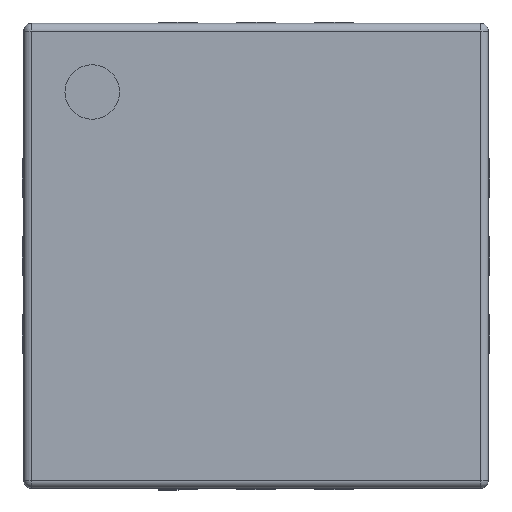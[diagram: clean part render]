
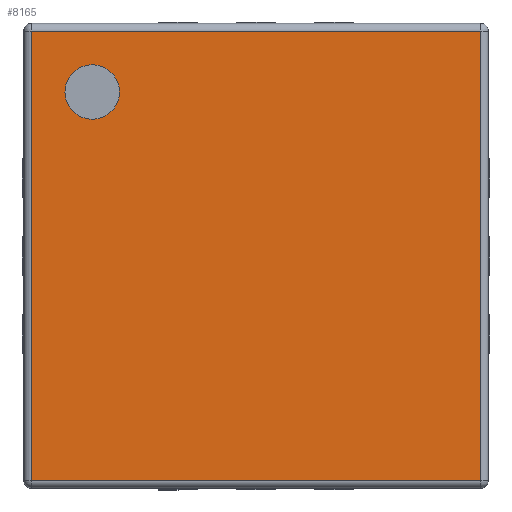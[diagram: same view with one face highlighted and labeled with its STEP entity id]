
A CAD part, top view. The second image highlights one B-rep face of the part: STEP entity #8165.
In plain terms, the highlighted planar face has unit normal (0, 0, 1).
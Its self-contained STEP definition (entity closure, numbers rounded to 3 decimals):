
#2159 = CYLINDRICAL_SURFACE('',#2160,0.05);
#2160 = AXIS2_PLACEMENT_3D('',#2161,#2162,#2163);
#2161 = CARTESIAN_POINT('',(-1.49,1.44,0.83));
#2162 = DIRECTION('',(1.,0.,0.));
#2163 = DIRECTION('',(0.,1.,0.));
#6835 = VERTEX_POINT('',#6836);
#6836 = CARTESIAN_POINT('',(-1.44,1.44,0.88));
#6858 = EDGE_CURVE('',#6835,#6859,#6861,.T.);
#6859 = VERTEX_POINT('',#6860);
#6860 = CARTESIAN_POINT('',(1.44,1.44,0.88));
#6861 = SURFACE_CURVE('',#6862,(#6866,#6873),.PCURVE_S1.);
#6862 = LINE('',#6863,#6864);
#6863 = CARTESIAN_POINT('',(-1.49,1.44,0.88));
#6864 = VECTOR('',#6865,1.);
#6865 = DIRECTION('',(1.,0.,0.));
#6866 = PCURVE('',#2159,#6867);
#6867 = DEFINITIONAL_REPRESENTATION('',(#6868),#6872);
#6868 = LINE('',#6869,#6870);
#6869 = CARTESIAN_POINT('',(1.571,0.));
#6870 = VECTOR('',#6871,1.);
#6871 = DIRECTION('',(0.,1.));
#6872 = ( GEOMETRIC_REPRESENTATION_CONTEXT(2) 
PARAMETRIC_REPRESENTATION_CONTEXT() REPRESENTATION_CONTEXT('2D SPACE',''
  ) );
#6873 = PCURVE('',#6874,#6879);
#6874 = PLANE('',#6875);
#6875 = AXIS2_PLACEMENT_3D('',#6876,#6877,#6878);
#6876 = CARTESIAN_POINT('',(-1.49,-1.49,0.88));
#6877 = DIRECTION('',(0.,0.,1.));
#6878 = DIRECTION('',(1.,0.,0.));
#6879 = DEFINITIONAL_REPRESENTATION('',(#6880),#6884);
#6880 = LINE('',#6881,#6882);
#6881 = CARTESIAN_POINT('',(0.,2.93));
#6882 = VECTOR('',#6883,1.);
#6883 = DIRECTION('',(1.,0.));
#6884 = ( GEOMETRIC_REPRESENTATION_CONTEXT(2) 
PARAMETRIC_REPRESENTATION_CONTEXT() REPRESENTATION_CONTEXT('2D SPACE',''
  ) );
#7055 = CYLINDRICAL_SURFACE('',#7056,0.05);
#7056 = AXIS2_PLACEMENT_3D('',#7057,#7058,#7059);
#7057 = CARTESIAN_POINT('',(-1.44,1.44,0.83));
#7058 = DIRECTION('',(-0.,-1.,-0.));
#7059 = DIRECTION('',(-1.,0.,0.));
#7230 = CYLINDRICAL_SURFACE('',#7231,0.05);
#7231 = AXIS2_PLACEMENT_3D('',#7232,#7233,#7234);
#7232 = CARTESIAN_POINT('',(-1.49,-1.44,0.83));
#7233 = DIRECTION('',(1.,0.,0.));
#7234 = DIRECTION('',(0.,-1.,0.));
#7749 = CYLINDRICAL_SURFACE('',#7750,0.05);
#7750 = AXIS2_PLACEMENT_3D('',#7751,#7752,#7753);
#7751 = CARTESIAN_POINT('',(1.44,1.44,0.83));
#7752 = DIRECTION('',(-0.,-1.,-0.));
#7753 = DIRECTION('',(0.,0.,1.));
#8165 = ADVANCED_FACE('',(#8166,#8236),#6874,.T.);
#8166 = FACE_BOUND('',#8167,.T.);
#8167 = EDGE_LOOP('',(#8168,#8193,#8214,#8215));
#8168 = ORIENTED_EDGE('',*,*,#8169,.T.);
#8169 = EDGE_CURVE('',#8170,#8172,#8174,.T.);
#8170 = VERTEX_POINT('',#8171);
#8171 = CARTESIAN_POINT('',(-1.44,-1.44,0.88));
#8172 = VERTEX_POINT('',#8173);
#8173 = CARTESIAN_POINT('',(1.44,-1.44,0.88));
#8174 = SURFACE_CURVE('',#8175,(#8179,#8186),.PCURVE_S1.);
#8175 = LINE('',#8176,#8177);
#8176 = CARTESIAN_POINT('',(-1.49,-1.44,0.88));
#8177 = VECTOR('',#8178,1.);
#8178 = DIRECTION('',(1.,0.,0.));
#8179 = PCURVE('',#6874,#8180);
#8180 = DEFINITIONAL_REPRESENTATION('',(#8181),#8185);
#8181 = LINE('',#8182,#8183);
#8182 = CARTESIAN_POINT('',(0.,0.05));
#8183 = VECTOR('',#8184,1.);
#8184 = DIRECTION('',(1.,0.));
#8185 = ( GEOMETRIC_REPRESENTATION_CONTEXT(2) 
PARAMETRIC_REPRESENTATION_CONTEXT() REPRESENTATION_CONTEXT('2D SPACE',''
  ) );
#8186 = PCURVE('',#7230,#8187);
#8187 = DEFINITIONAL_REPRESENTATION('',(#8188),#8192);
#8188 = LINE('',#8189,#8190);
#8189 = CARTESIAN_POINT('',(-1.571,0.));
#8190 = VECTOR('',#8191,1.);
#8191 = DIRECTION('',(-0.,1.));
#8192 = ( GEOMETRIC_REPRESENTATION_CONTEXT(2) 
PARAMETRIC_REPRESENTATION_CONTEXT() REPRESENTATION_CONTEXT('2D SPACE',''
  ) );
#8193 = ORIENTED_EDGE('',*,*,#8194,.F.);
#8194 = EDGE_CURVE('',#6859,#8172,#8195,.T.);
#8195 = SURFACE_CURVE('',#8196,(#8200,#8207),.PCURVE_S1.);
#8196 = LINE('',#8197,#8198);
#8197 = CARTESIAN_POINT('',(1.44,1.44,0.88));
#8198 = VECTOR('',#8199,1.);
#8199 = DIRECTION('',(-0.,-1.,-0.));
#8200 = PCURVE('',#6874,#8201);
#8201 = DEFINITIONAL_REPRESENTATION('',(#8202),#8206);
#8202 = LINE('',#8203,#8204);
#8203 = CARTESIAN_POINT('',(2.93,2.93));
#8204 = VECTOR('',#8205,1.);
#8205 = DIRECTION('',(-0.,-1.));
#8206 = ( GEOMETRIC_REPRESENTATION_CONTEXT(2) 
PARAMETRIC_REPRESENTATION_CONTEXT() REPRESENTATION_CONTEXT('2D SPACE',''
  ) );
#8207 = PCURVE('',#7749,#8208);
#8208 = DEFINITIONAL_REPRESENTATION('',(#8209),#8213);
#8209 = LINE('',#8210,#8211);
#8210 = CARTESIAN_POINT('',(-0.,0.));
#8211 = VECTOR('',#8212,1.);
#8212 = DIRECTION('',(-0.,1.));
#8213 = ( GEOMETRIC_REPRESENTATION_CONTEXT(2) 
PARAMETRIC_REPRESENTATION_CONTEXT() REPRESENTATION_CONTEXT('2D SPACE',''
  ) );
#8214 = ORIENTED_EDGE('',*,*,#6858,.F.);
#8215 = ORIENTED_EDGE('',*,*,#8216,.T.);
#8216 = EDGE_CURVE('',#6835,#8170,#8217,.T.);
#8217 = SURFACE_CURVE('',#8218,(#8222,#8229),.PCURVE_S1.);
#8218 = LINE('',#8219,#8220);
#8219 = CARTESIAN_POINT('',(-1.44,1.44,0.88));
#8220 = VECTOR('',#8221,1.);
#8221 = DIRECTION('',(-0.,-1.,-0.));
#8222 = PCURVE('',#6874,#8223);
#8223 = DEFINITIONAL_REPRESENTATION('',(#8224),#8228);
#8224 = LINE('',#8225,#8226);
#8225 = CARTESIAN_POINT('',(0.05,2.93));
#8226 = VECTOR('',#8227,1.);
#8227 = DIRECTION('',(-0.,-1.));
#8228 = ( GEOMETRIC_REPRESENTATION_CONTEXT(2) 
PARAMETRIC_REPRESENTATION_CONTEXT() REPRESENTATION_CONTEXT('2D SPACE',''
  ) );
#8229 = PCURVE('',#7055,#8230);
#8230 = DEFINITIONAL_REPRESENTATION('',(#8231),#8235);
#8231 = LINE('',#8232,#8233);
#8232 = CARTESIAN_POINT('',(-1.571,0.));
#8233 = VECTOR('',#8234,1.);
#8234 = DIRECTION('',(-0.,1.));
#8235 = ( GEOMETRIC_REPRESENTATION_CONTEXT(2) 
PARAMETRIC_REPRESENTATION_CONTEXT() REPRESENTATION_CONTEXT('2D SPACE',''
  ) );
#8236 = FACE_BOUND('',#8237,.T.);
#8237 = EDGE_LOOP('',(#8238));
#8238 = ORIENTED_EDGE('',*,*,#8239,.F.);
#8239 = EDGE_CURVE('',#8240,#8240,#8242,.T.);
#8240 = VERTEX_POINT('',#8241);
#8241 = CARTESIAN_POINT('',(-0.875,-1.05,0.88));
#8242 = SURFACE_CURVE('',#8243,(#8248,#8255),.PCURVE_S1.);
#8243 = CIRCLE('',#8244,0.175);
#8244 = AXIS2_PLACEMENT_3D('',#8245,#8246,#8247);
#8245 = CARTESIAN_POINT('',(-1.05,-1.05,0.88));
#8246 = DIRECTION('',(0.,0.,1.));
#8247 = DIRECTION('',(1.,0.,0.));
#8248 = PCURVE('',#6874,#8249);
#8249 = DEFINITIONAL_REPRESENTATION('',(#8250),#8254);
#8250 = CIRCLE('',#8251,0.175);
#8251 = AXIS2_PLACEMENT_2D('',#8252,#8253);
#8252 = CARTESIAN_POINT('',(0.44,0.44));
#8253 = DIRECTION('',(1.,0.));
#8254 = ( GEOMETRIC_REPRESENTATION_CONTEXT(2) 
PARAMETRIC_REPRESENTATION_CONTEXT() REPRESENTATION_CONTEXT('2D SPACE',''
  ) );
#8255 = PCURVE('',#8256,#8261);
#8256 = CYLINDRICAL_SURFACE('',#8257,0.175);
#8257 = AXIS2_PLACEMENT_3D('',#8258,#8259,#8260);
#8258 = CARTESIAN_POINT('',(-1.05,-1.05,0.88));
#8259 = DIRECTION('',(-0.,-0.,-1.));
#8260 = DIRECTION('',(1.,0.,0.));
#8261 = DEFINITIONAL_REPRESENTATION('',(#8262),#8266);
#8262 = LINE('',#8263,#8264);
#8263 = CARTESIAN_POINT('',(-0.,0.));
#8264 = VECTOR('',#8265,1.);
#8265 = DIRECTION('',(-1.,0.));
#8266 = ( GEOMETRIC_REPRESENTATION_CONTEXT(2) 
PARAMETRIC_REPRESENTATION_CONTEXT() REPRESENTATION_CONTEXT('2D SPACE',''
  ) );
